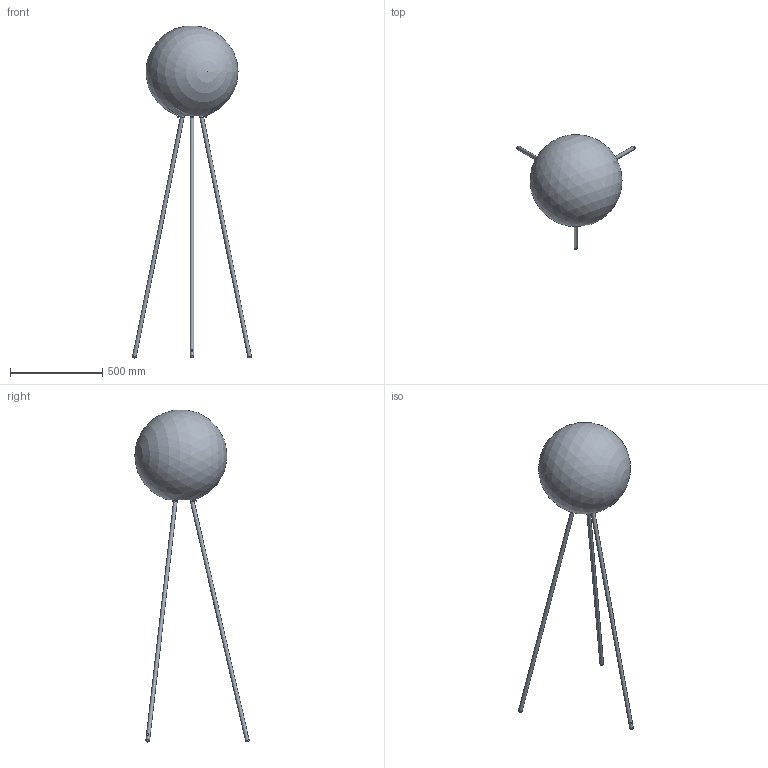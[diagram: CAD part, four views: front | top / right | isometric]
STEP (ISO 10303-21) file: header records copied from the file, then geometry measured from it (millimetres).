
FILE_DESCRIPTION(/* description */ (''),/* implementation_level */ '2;1');
FILE_NAME(/* name */ 'F289130150CBNE.stp',/* time_stamp */ '2020-01-15T14:47:48+01:00',/* author */ ('sghezzi'),/* organization */ (''),/* preprocessor_version */ 'ST-DEVELOPER v17.2',/* originating_system */ 'Autodesk Inventor 2019',/* authorisation */ '');
FILE_SCHEMA (('AUTOMOTIVE_DESIGN { 1 0 10303 214 3 1 1 }'));
Length unit declared in the file: millimetre
Products named in the file (13): F289130150CBNE; M2891CR; Assieme per PTL 13°; Disco di fissaggio gambe; Staffa ptl; Attacco 13°; Piedino; 005530602_Prima Signora; Prima Signora 007110023 TUBETTO  SFAC M10X1 L.20; Gamba per cavo; 007289101; V2891BI; 007527714_MOLLAxVETR_COD270
Assembly tree (24 placements, depth 4):
  F289130150CBNE
    M2891CR
      Assieme per PTL 13°
        Disco di fissaggio gambe
        Staffa ptl
        Attacco 13°  x3
      Piedino  x3
      005530602_Prima Signora
      Prima Signora 007110023 TUBETTO  SFAC M10X1 L.20  x3
      Gamba per cavo  x3
      007289101  x3
    V2891BI
    007527714_MOLLAxVETR_COD270  x3
Bounding box: 643.45 x 619.99 x 1801.33 mm (x, y, z)
Volume: 3390765.4 mm3; surface area: 2061399.6 mm2
Topology: 22 solids, 22 shells, 189 faces, 473 edges, 322 vertices
Faces by surface type: plane 106, cylinder 77, sphere 5, torus 1
Full cylindrical faces by diameter (mm): 4 x2, 6 x1, 6.7 x3, 10 x7, 10.2 x3, 10.5 x1, 13.2 x3, 18 x3, 20 x6, 24 x1, 35 x1, 37.2 x1, 37.8 x2, 46 x1, 125 x1, 140 x1
Entity records: 3414 total; most frequent: CARTESIAN_POINT 562, DIRECTION 559, ORIENTED_EDGE 428, AXIS2_PLACEMENT_3D 227, EDGE_CURVE 214, VERTEX_POINT 152, EDGE_LOOP 118, LINE 105
